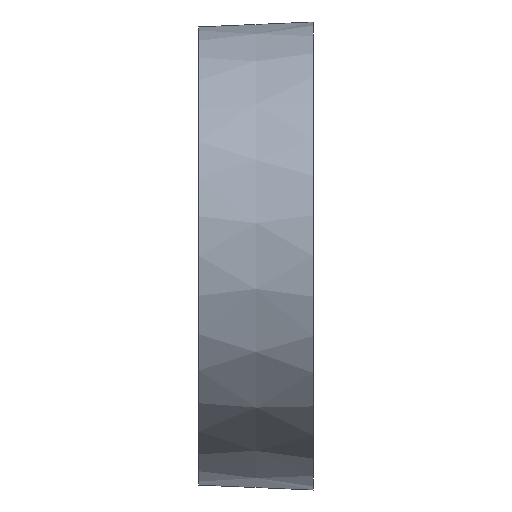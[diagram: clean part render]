
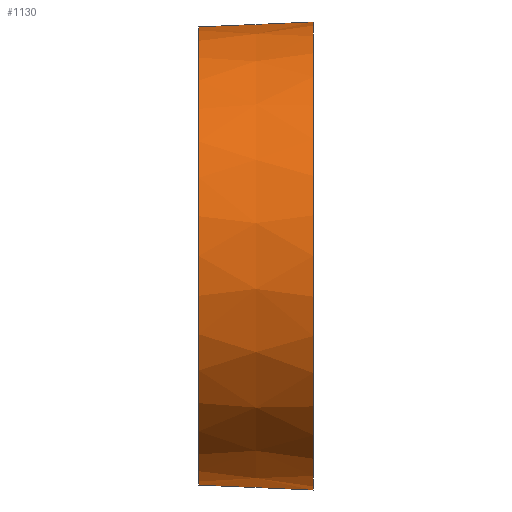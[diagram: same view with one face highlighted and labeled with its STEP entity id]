
A CAD part, left-side view. The second image highlights one B-rep face of the part: STEP entity #1130.
In plain terms, the highlighted conical face has half-angle 2.5 degrees and reference radius 28.575 mm.
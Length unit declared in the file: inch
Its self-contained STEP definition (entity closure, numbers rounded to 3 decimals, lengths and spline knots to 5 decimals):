
#25 = EDGE_CURVE ( 'NONE', #2684, #1932, #879, .T. ) ;
#245 = EDGE_LOOP ( 'NONE', ( #1577, #3757, #658, #2771 ) ) ;
#432 = CARTESIAN_POINT ( 'NONE',  ( 0., 0., -1.125 ) ) ;
#658 = ORIENTED_EDGE ( 'NONE', *, *, #25, .T. ) ;
#879 = CIRCLE ( 'NONE', #3578, 1.125 ) ;
#1116 = CARTESIAN_POINT ( 'NONE',  ( 0., 0., 0. ) ) ;
#1130 = ADVANCED_FACE ( 'NONE', ( #2281 ), #4488, .T. ) ;
#1577 = ORIENTED_EDGE ( 'NONE', *, *, #2840, .F. ) ;
#1605 = VECTOR ( 'NONE', #4232, 39.37008 ) ;
#1608 = DIRECTION ( 'NONE',  ( 0., 1., 0. ) ) ;
#1726 = LINE ( 'NONE', #432, #1605 ) ;
#1818 = EDGE_CURVE ( 'NONE', #3246, #1932, #2204, .T. ) ;
#1932 = VERTEX_POINT ( 'NONE', #2508 ) ;
#2047 = CARTESIAN_POINT ( 'NONE',  ( 0., 0., 0. ) ) ;
#2202 = CIRCLE ( 'NONE', #3979, 1.10099 ) ;
#2204 = LINE ( 'NONE', #4327, #2443 ) ;
#2281 = FACE_OUTER_BOUND ( 'NONE', #245, .T. ) ;
#2365 = DIRECTION ( 'NONE',  ( 0., 1., 0. ) ) ;
#2398 = CARTESIAN_POINT ( 'NONE',  ( 0., 0.55, 0. ) ) ;
#2443 = VECTOR ( 'NONE', #4684, 39.37008 ) ;
#2508 = CARTESIAN_POINT ( 'NONE',  ( 0., 0., 1.125 ) ) ;
#2684 = VERTEX_POINT ( 'NONE', #3408 ) ;
#2771 = ORIENTED_EDGE ( 'NONE', *, *, #1818, .F. ) ;
#2840 = EDGE_CURVE ( 'NONE', #4145, #3246, #2202, .T. ) ;
#2907 = CARTESIAN_POINT ( 'NONE',  ( 0., 0.55, 1.10099 ) ) ;
#3092 = DIRECTION ( 'NONE',  ( 0., 0., 1. ) ) ;
#3246 = VERTEX_POINT ( 'NONE', #2907 ) ;
#3408 = CARTESIAN_POINT ( 'NONE',  ( 0., 0., -1.125 ) ) ;
#3578 = AXIS2_PLACEMENT_3D ( 'NONE', #1116, #1608, #3092 ) ;
#3757 = ORIENTED_EDGE ( 'NONE', *, *, #4235, .T. ) ;
#3979 = AXIS2_PLACEMENT_3D ( 'NONE', #2398, #2365, #4630 ) ;
#4138 = AXIS2_PLACEMENT_3D ( 'NONE', #2047, #4286, #4657 ) ;
#4145 = VERTEX_POINT ( 'NONE', #4509 ) ;
#4232 = DIRECTION ( 'NONE',  ( 0., -0.999, -0.044 ) ) ;
#4235 = EDGE_CURVE ( 'NONE', #4145, #2684, #1726, .T. ) ;
#4286 = DIRECTION ( 'NONE',  ( 0., -1., 0. ) ) ;
#4327 = CARTESIAN_POINT ( 'NONE',  ( 0., 0., 1.125 ) ) ;
#4488 = CONICAL_SURFACE ( 'NONE', #4138, 1.125, 0.044 ) ;
#4509 = CARTESIAN_POINT ( 'NONE',  ( 0., 0.55, -1.10099 ) ) ;
#4630 = DIRECTION ( 'NONE',  ( 0., 0., 1. ) ) ;
#4657 = DIRECTION ( 'NONE',  ( 0., 0., 1. ) ) ;
#4684 = DIRECTION ( 'NONE',  ( 0., -0.999, 0.044 ) ) ;
